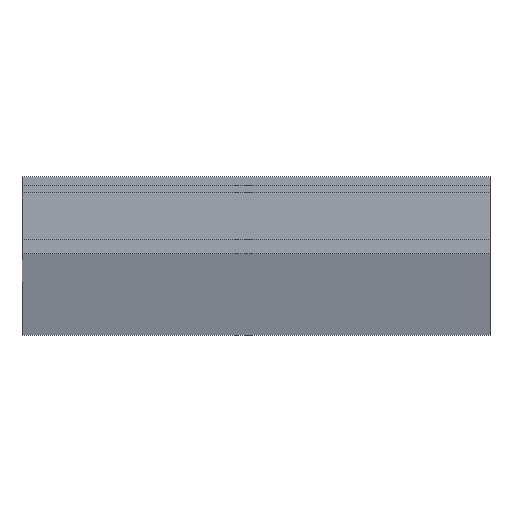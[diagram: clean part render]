
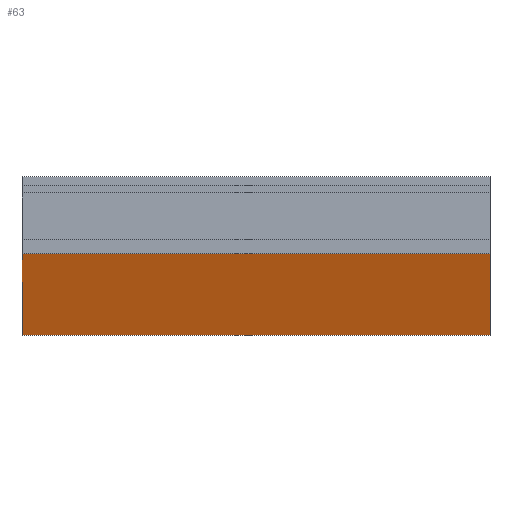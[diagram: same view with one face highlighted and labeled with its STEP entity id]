
A CAD part, top view. The second image highlights one B-rep face of the part: STEP entity #63.
In plain terms, the highlighted planar face has unit normal (0, -1, 0).
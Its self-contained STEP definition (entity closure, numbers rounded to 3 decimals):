
#48 = EDGE_CURVE ( 'NONE', #113, #111, #441, .T. ) ;
#55 = ORIENTED_EDGE ( 'NONE', *, *, #118, .F. ) ;
#56 = ORIENTED_EDGE ( 'NONE', *, *, #57, .T. ) ;
#57 = EDGE_CURVE ( 'NONE', #116, #113, #474, .T. ) ;
#58 = ORIENTED_EDGE ( 'NONE', *, *, #48, .T. ) ;
#62 = VERTEX_POINT ( 'NONE', #480 ) ;
#63 = ADVANCED_FACE ( 'NONE', ( #484 ), #504, .T. ) ;
#64 = EDGE_LOOP ( 'NONE', ( #65, #55, #56, #58 ) ) ;
#65 = ORIENTED_EDGE ( 'NONE', *, *, #66, .F. ) ;
#66 = EDGE_CURVE ( 'NONE', #62, #111, #492, .T. ) ;
#111 = VERTEX_POINT ( 'NONE', #1005 ) ;
#113 = VERTEX_POINT ( 'NONE', #1004 ) ;
#116 = VERTEX_POINT ( 'NONE', #1038 ) ;
#118 = EDGE_CURVE ( 'NONE', #116, #62, #1041, .T. ) ;
#438 = DIRECTION ( 'NONE',  ( 0., 0., 1. ) ) ;
#439 = VECTOR ( 'NONE', #438, 1000. ) ;
#440 = CARTESIAN_POINT ( 'NONE',  ( 5., 0., -1000. ) ) ;
#441 = LINE ( 'NONE', #440, #439 ) ;
#474 = LINE ( 'NONE', #477, #479 ) ;
#477 = CARTESIAN_POINT ( 'NONE',  ( -5., 0., -1000. ) ) ;
#478 = DIRECTION ( 'NONE',  ( 1., 0., 0. ) ) ;
#479 = VECTOR ( 'NONE', #478, 1000. ) ;
#480 = CARTESIAN_POINT ( 'NONE',  ( -5., 0., 0. ) ) ;
#484 = FACE_OUTER_BOUND ( 'NONE', #64, .T. ) ;
#491 = CARTESIAN_POINT ( 'NONE',  ( -5., 0., 0. ) ) ;
#492 = LINE ( 'NONE', #491, #508 ) ;
#493 = AXIS2_PLACEMENT_3D ( 'NONE', #496, #495, #509 ) ;
#495 = DIRECTION ( 'NONE',  ( 0., -1., 0. ) ) ;
#496 = CARTESIAN_POINT ( 'NONE',  ( -5., 0., -1000. ) ) ;
#504 = PLANE ( 'NONE',  #493 ) ;
#507 = DIRECTION ( 'NONE',  ( 1., 0., 0. ) ) ;
#508 = VECTOR ( 'NONE', #507, 1000. ) ;
#509 = DIRECTION ( 'NONE',  ( 0., 0., -1. ) ) ;
#1004 = CARTESIAN_POINT ( 'NONE',  ( 5., 0., -1000. ) ) ;
#1005 = CARTESIAN_POINT ( 'NONE',  ( 5., 0., 0. ) ) ;
#1033 = DIRECTION ( 'NONE',  ( 0., 0., 1. ) ) ;
#1038 = CARTESIAN_POINT ( 'NONE',  ( -5., 0., -1000. ) ) ;
#1039 = VECTOR ( 'NONE', #1033, 1000. ) ;
#1040 = CARTESIAN_POINT ( 'NONE',  ( -5., 0., -1000. ) ) ;
#1041 = LINE ( 'NONE', #1040, #1039 ) ;
